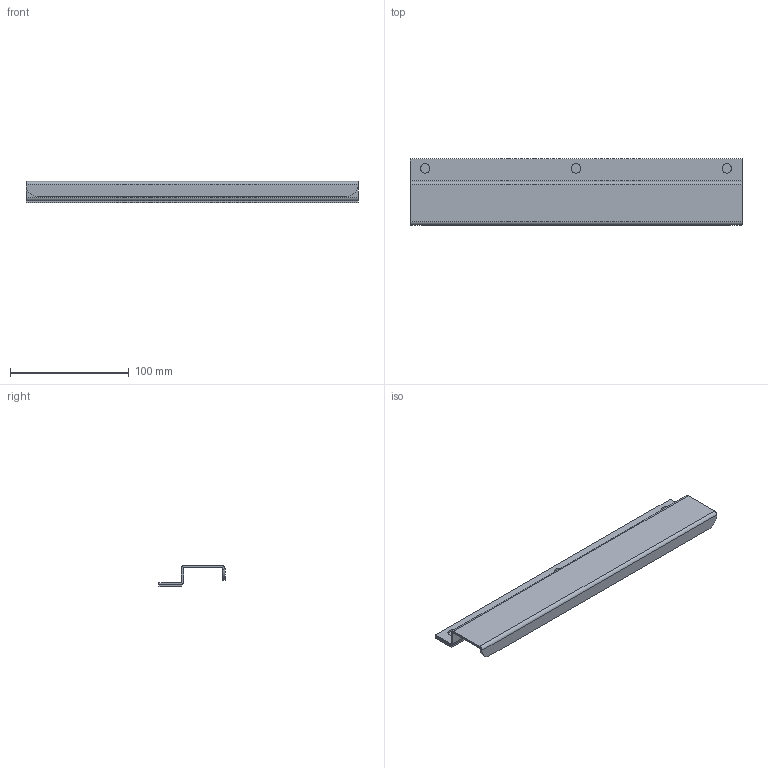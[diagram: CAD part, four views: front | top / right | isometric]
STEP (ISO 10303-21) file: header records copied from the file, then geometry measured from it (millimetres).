
FILE_DESCRIPTION (( 'STEP AP203' ), '1' );
FILE_NAME ('DK12GY_Default.step', '2019-10-31T16:43:37', ( '' ), ( '' ), 'SwSTEP 2.0', 'SolidWorks 2018', '' );
FILE_SCHEMA (( 'CONFIG_CONTROL_DESIGN' ));
Length unit declared in the file: inch
Products named in the file (1): DK12GY_Default
Bounding box: 279.4 x 55.58 x 17.96 mm (x, y, z)
Volume: 48346 mm3; surface area: 56589.2 mm2
Topology: 2 solids, 2 shells, 32 faces, 84 edges, 56 vertices
Faces by surface type: plane 18, cylinder 14
Entity records: 1085 total; most frequent: DIRECTION 178, CARTESIAN_POINT 173, ORIENTED_EDGE 168, EDGE_CURVE 84, AXIS2_PLACEMENT_3D 61, LINE 56, VECTOR 56, VERTEX_POINT 56
